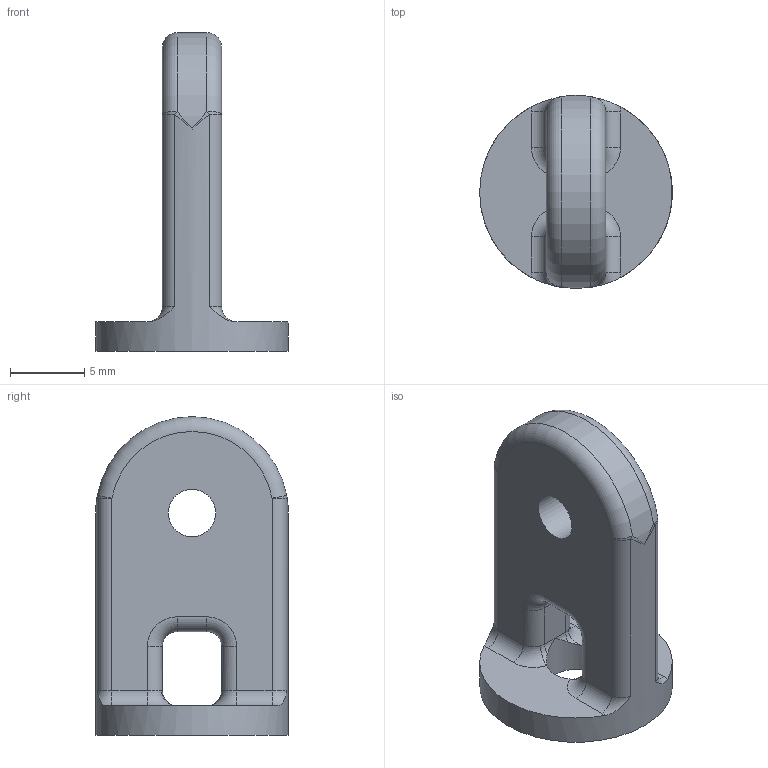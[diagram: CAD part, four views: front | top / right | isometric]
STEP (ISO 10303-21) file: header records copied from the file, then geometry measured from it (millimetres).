
FILE_DESCRIPTION(/* description */ (''),/* implementation_level */ '2;1');
FILE_NAME(/* name */ 'linear_anchor.stp',/* time_stamp */ '2025-03-11T11:21:19Z',/* author */ ('diogo'),/* organization */ (''),/* preprocessor_version */ 'ST-DEVELOPER v19.2',/* originating_system */ 'Autodesk Inventor 2024',/* authorisation */ '');
FILE_SCHEMA (('AUTOMOTIVE_DESIGN { 1 0 10303 214 3 1 1 }'));
Length unit declared in the file: millimetre
Products named in the file (1): Apoio_Rolamento
Bounding box: 13 x 13 x 21.5 mm (x, y, z)
Volume: 1044 mm3; surface area: 944.7 mm2
Topology: 1 solids, 1 shells, 58 faces, 141 edges, 78 vertices
Faces by surface type: cylinder 24, torus 18, plane 8, bspline 4, sphere 4
Full cylindrical faces by diameter (mm): 3.2 x1, 4 x1, 13 x1
Entity records: 1830 total; most frequent: CARTESIAN_POINT 418, DIRECTION 321, ORIENTED_EDGE 274, AXIS2_PLACEMENT_3D 141, EDGE_CURVE 137, CIRCLE 78, VERTEX_POINT 78, EDGE_LOOP 61
